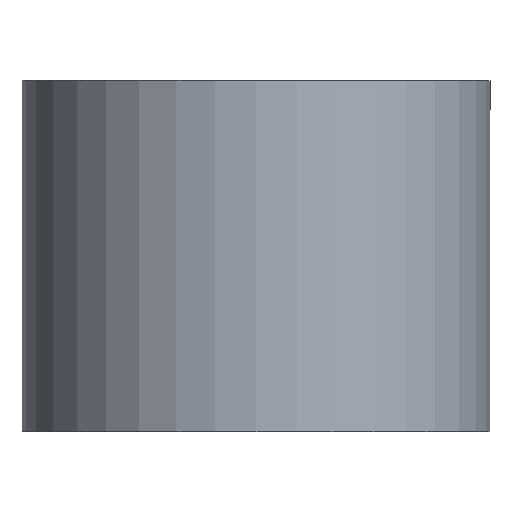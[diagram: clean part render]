
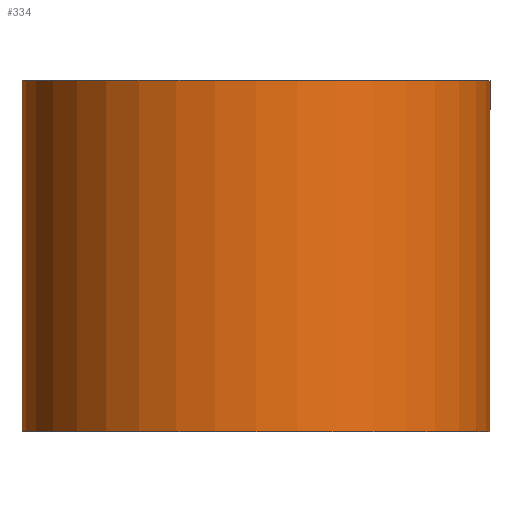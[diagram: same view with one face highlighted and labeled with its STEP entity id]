
A CAD part, front view. The second image highlights one B-rep face of the part: STEP entity #334.
In plain terms, the highlighted cylindrical face has radius 20 mm (diameter 40 mm), a partial arc.
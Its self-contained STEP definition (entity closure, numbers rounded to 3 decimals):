
#15 = CARTESIAN_POINT ( 'NONE',  ( -20., 0., -15. ) ) ;
#19 = ORIENTED_EDGE ( 'NONE', *, *, #449, .T. ) ;
#52 = DIRECTION ( 'NONE',  ( 0., 0., -1. ) ) ;
#62 = CARTESIAN_POINT ( 'NONE',  ( 0., 0., -15. ) ) ;
#86 = LINE ( 'NONE', #500, #297 ) ;
#91 = LINE ( 'NONE', #479, #343 ) ;
#109 = CARTESIAN_POINT ( 'NONE',  ( 20., 0., -15. ) ) ;
#124 = CARTESIAN_POINT ( 'NONE',  ( 0., 0., 15. ) ) ;
#126 = VERTEX_POINT ( 'NONE', #379 ) ;
#131 = EDGE_CURVE ( 'NONE', #285, #492, #291, .T. ) ;
#135 = CIRCLE ( 'NONE', #414, 20. ) ;
#140 = CARTESIAN_POINT ( 'NONE',  ( -20., 0., 15. ) ) ;
#175 = CYLINDRICAL_SURFACE ( 'NONE', #432, 20. ) ;
#179 = VERTEX_POINT ( 'NONE', #140 ) ;
#190 = AXIS2_PLACEMENT_3D ( 'NONE', #62, #218, #214 ) ;
#204 = FACE_OUTER_BOUND ( 'NONE', #323, .T. ) ;
#208 = ORIENTED_EDGE ( 'NONE', *, *, #364, .F. ) ;
#214 = DIRECTION ( 'NONE',  ( 1., 0., 0. ) ) ;
#218 = DIRECTION ( 'NONE',  ( 0., 0., -1. ) ) ;
#236 = ORIENTED_EDGE ( 'NONE', *, *, #365, .T. ) ;
#285 = VERTEX_POINT ( 'NONE', #109 ) ;
#291 = CIRCLE ( 'NONE', #190, 20. ) ;
#295 = ORIENTED_EDGE ( 'NONE', *, *, #131, .F. ) ;
#297 = VECTOR ( 'NONE', #462, 1000. ) ;
#313 = DIRECTION ( 'NONE',  ( -1., 0., 0. ) ) ;
#322 = DIRECTION ( 'NONE',  ( 0., 0., -1. ) ) ;
#323 = EDGE_LOOP ( 'NONE', ( #208, #236, #19, #295 ) ) ;
#334 = ADVANCED_FACE ( 'NONE', ( #204 ), #175, .T. ) ;
#343 = VECTOR ( 'NONE', #322, 1000. ) ;
#364 = EDGE_CURVE ( 'NONE', #126, #285, #91, .T. ) ;
#365 = EDGE_CURVE ( 'NONE', #126, #179, #135, .T. ) ;
#379 = CARTESIAN_POINT ( 'NONE',  ( 20., 0., 15. ) ) ;
#397 = DIRECTION ( 'NONE',  ( 1., 0., 0. ) ) ;
#414 = AXIS2_PLACEMENT_3D ( 'NONE', #124, #435, #397 ) ;
#432 = AXIS2_PLACEMENT_3D ( 'NONE', #477, #52, #313 ) ;
#435 = DIRECTION ( 'NONE',  ( 0., 0., -1. ) ) ;
#449 = EDGE_CURVE ( 'NONE', #179, #492, #86, .T. ) ;
#462 = DIRECTION ( 'NONE',  ( 0., 0., -1. ) ) ;
#477 = CARTESIAN_POINT ( 'NONE',  ( 0., 0., 15. ) ) ;
#479 = CARTESIAN_POINT ( 'NONE',  ( 20., 0., 15. ) ) ;
#492 = VERTEX_POINT ( 'NONE', #15 ) ;
#500 = CARTESIAN_POINT ( 'NONE',  ( -20., 0., 15. ) ) ;
